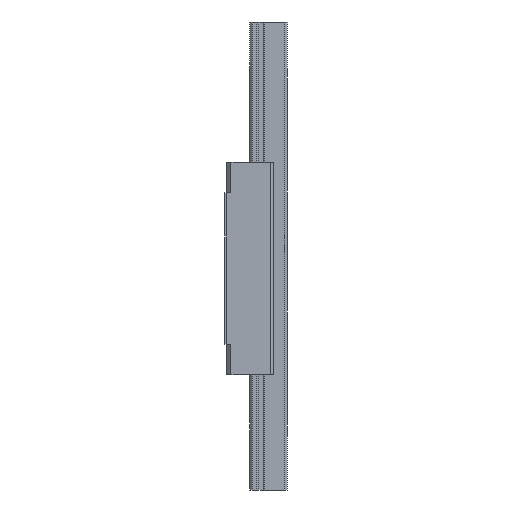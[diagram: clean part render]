
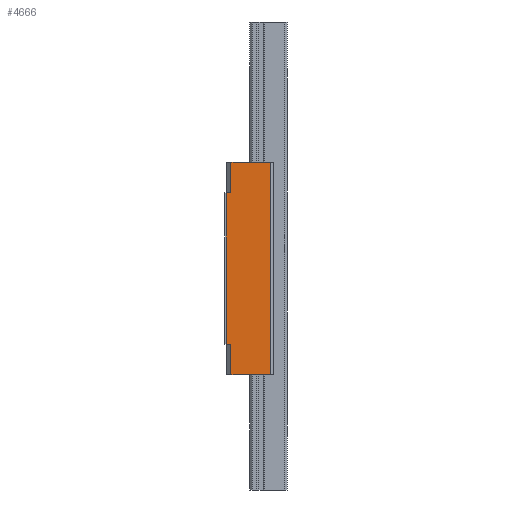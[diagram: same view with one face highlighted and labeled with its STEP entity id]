
A CAD part, left-side view. The second image highlights one B-rep face of the part: STEP entity #4666.
In plain terms, the highlighted planar face has unit normal (-1, 0, 0).
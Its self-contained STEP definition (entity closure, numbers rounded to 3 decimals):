
#2469 = PLANE('',#2470);
#2470 = AXIS2_PLACEMENT_3D('',#2471,#2472,#2473);
#2471 = CARTESIAN_POINT('',(0.,8.236,-45.4));
#2472 = DIRECTION('',(-0.,-0.,-1.));
#2473 = DIRECTION('',(-1.,0.,0.));
#2525 = PLANE('',#2526);
#2526 = AXIS2_PLACEMENT_3D('',#2527,#2528,#2529);
#2527 = CARTESIAN_POINT('',(0.,8.236,0.));
#2528 = DIRECTION('',(-0.,-0.,-1.));
#2529 = DIRECTION('',(-1.,0.,0.));
#3236 = VERTEX_POINT('',#3237);
#3237 = CARTESIAN_POINT('',(-13.5,3.5,-45.4));
#3256 = CYLINDRICAL_SURFACE('',#3257,0.5);
#3257 = AXIS2_PLACEMENT_3D('',#3258,#3259,#3260);
#3258 = CARTESIAN_POINT('',(-13.,3.5,0.));
#3259 = DIRECTION('',(-0.,-0.,-1.));
#3260 = DIRECTION('',(-1.,0.,0.));
#3268 = EDGE_CURVE('',#3236,#3269,#3271,.T.);
#3269 = VERTEX_POINT('',#3270);
#3270 = CARTESIAN_POINT('',(-13.5,12.,-45.4));
#3271 = SURFACE_CURVE('',#3272,(#3276,#3283),.PCURVE_S1.);
#3272 = LINE('',#3273,#3274);
#3273 = CARTESIAN_POINT('',(-13.5,3.,-45.4));
#3274 = VECTOR('',#3275,1.);
#3275 = DIRECTION('',(0.,1.,0.));
#3276 = PCURVE('',#2469,#3277);
#3277 = DEFINITIONAL_REPRESENTATION('',(#3278),#3282);
#3278 = LINE('',#3279,#3280);
#3279 = CARTESIAN_POINT('',(13.5,-5.236));
#3280 = VECTOR('',#3281,1.);
#3281 = DIRECTION('',(0.,1.));
#3282 = ( GEOMETRIC_REPRESENTATION_CONTEXT(2) 
PARAMETRIC_REPRESENTATION_CONTEXT() REPRESENTATION_CONTEXT('2D SPACE',''
  ) );
#3283 = PCURVE('',#3284,#3289);
#3284 = PLANE('',#3285);
#3285 = AXIS2_PLACEMENT_3D('',#3286,#3287,#3288);
#3286 = CARTESIAN_POINT('',(-13.5,3.,0.));
#3287 = DIRECTION('',(1.,0.,0.));
#3288 = DIRECTION('',(0.,1.,0.));
#3289 = DEFINITIONAL_REPRESENTATION('',(#3290),#3294);
#3290 = LINE('',#3291,#3292);
#3291 = CARTESIAN_POINT('',(0.,-45.4));
#3292 = VECTOR('',#3293,1.);
#3293 = DIRECTION('',(1.,0.));
#3294 = ( GEOMETRIC_REPRESENTATION_CONTEXT(2) 
PARAMETRIC_REPRESENTATION_CONTEXT() REPRESENTATION_CONTEXT('2D SPACE',''
  ) );
#3312 = PLANE('',#3313);
#3313 = AXIS2_PLACEMENT_3D('',#3314,#3315,#3316);
#3314 = CARTESIAN_POINT('',(-13.,12.5,-38.9));
#3315 = DIRECTION('',(-0.707,0.707,0.));
#3316 = DIRECTION('',(0.,0.,-1.));
#3946 = VERTEX_POINT('',#3947);
#3947 = CARTESIAN_POINT('',(-13.5,3.5,0.));
#3973 = EDGE_CURVE('',#3946,#3974,#3976,.T.);
#3974 = VERTEX_POINT('',#3975);
#3975 = CARTESIAN_POINT('',(-13.5,12.,0.));
#3976 = SURFACE_CURVE('',#3977,(#3981,#3988),.PCURVE_S1.);
#3977 = LINE('',#3978,#3979);
#3978 = CARTESIAN_POINT('',(-13.5,3.,0.));
#3979 = VECTOR('',#3980,1.);
#3980 = DIRECTION('',(0.,1.,0.));
#3981 = PCURVE('',#2525,#3982);
#3982 = DEFINITIONAL_REPRESENTATION('',(#3983),#3987);
#3983 = LINE('',#3984,#3985);
#3984 = CARTESIAN_POINT('',(13.5,-5.236));
#3985 = VECTOR('',#3986,1.);
#3986 = DIRECTION('',(0.,1.));
#3987 = ( GEOMETRIC_REPRESENTATION_CONTEXT(2) 
PARAMETRIC_REPRESENTATION_CONTEXT() REPRESENTATION_CONTEXT('2D SPACE',''
  ) );
#3988 = PCURVE('',#3284,#3989);
#3989 = DEFINITIONAL_REPRESENTATION('',(#3990),#3994);
#3990 = LINE('',#3991,#3992);
#3991 = CARTESIAN_POINT('',(0.,0.));
#3992 = VECTOR('',#3993,1.);
#3993 = DIRECTION('',(1.,0.));
#3994 = ( GEOMETRIC_REPRESENTATION_CONTEXT(2) 
PARAMETRIC_REPRESENTATION_CONTEXT() REPRESENTATION_CONTEXT('2D SPACE',''
  ) );
#4012 = PLANE('',#4013);
#4013 = AXIS2_PLACEMENT_3D('',#4014,#4015,#4016);
#4014 = CARTESIAN_POINT('',(-13.,12.5,0.));
#4015 = DIRECTION('',(-0.707,0.707,0.));
#4016 = DIRECTION('',(0.,0.,-1.));
#4449 = PLANE('',#4450);
#4450 = AXIS2_PLACEMENT_3D('',#4451,#4452,#4453);
#4451 = CARTESIAN_POINT('',(-5.5,13.,-6.5));
#4452 = DIRECTION('',(0.,0.,1.));
#4453 = DIRECTION('',(-1.,0.,0.));
#4505 = PLANE('',#4506);
#4506 = AXIS2_PLACEMENT_3D('',#4507,#4508,#4509);
#4507 = CARTESIAN_POINT('',(-13.5,13.,-38.9));
#4508 = DIRECTION('',(0.,0.,-1.));
#4509 = DIRECTION('',(1.,0.,0.));
#4595 = VERTEX_POINT('',#4596);
#4596 = CARTESIAN_POINT('',(-13.5,12.,-38.9));
#4619 = EDGE_CURVE('',#4595,#3269,#4620,.T.);
#4620 = SURFACE_CURVE('',#4621,(#4625,#4632),.PCURVE_S1.);
#4621 = LINE('',#4622,#4623);
#4622 = CARTESIAN_POINT('',(-13.5,12.,-38.9));
#4623 = VECTOR('',#4624,1.);
#4624 = DIRECTION('',(-0.,-0.,-1.));
#4625 = PCURVE('',#3312,#4626);
#4626 = DEFINITIONAL_REPRESENTATION('',(#4627),#4631);
#4627 = LINE('',#4628,#4629);
#4628 = CARTESIAN_POINT('',(-0.,0.707));
#4629 = VECTOR('',#4630,1.);
#4630 = DIRECTION('',(1.,0.));
#4631 = ( GEOMETRIC_REPRESENTATION_CONTEXT(2) 
PARAMETRIC_REPRESENTATION_CONTEXT() REPRESENTATION_CONTEXT('2D SPACE',''
  ) );
#4632 = PCURVE('',#3284,#4633);
#4633 = DEFINITIONAL_REPRESENTATION('',(#4634),#4638);
#4634 = LINE('',#4635,#4636);
#4635 = CARTESIAN_POINT('',(9.,-38.9));
#4636 = VECTOR('',#4637,1.);
#4637 = DIRECTION('',(0.,-1.));
#4638 = ( GEOMETRIC_REPRESENTATION_CONTEXT(2) 
PARAMETRIC_REPRESENTATION_CONTEXT() REPRESENTATION_CONTEXT('2D SPACE',''
  ) );
#4666 = ADVANCED_FACE('',(#4667),#3284,.F.);
#4667 = FACE_BOUND('',#4668,.F.);
#4668 = EDGE_LOOP('',(#4669,#4670,#4691,#4692,#4693,#4716,#4744,#4767));
#4669 = ORIENTED_EDGE('',*,*,#3973,.F.);
#4670 = ORIENTED_EDGE('',*,*,#4671,.T.);
#4671 = EDGE_CURVE('',#3946,#3236,#4672,.T.);
#4672 = SURFACE_CURVE('',#4673,(#4677,#4684),.PCURVE_S1.);
#4673 = LINE('',#4674,#4675);
#4674 = CARTESIAN_POINT('',(-13.5,3.5,0.));
#4675 = VECTOR('',#4676,1.);
#4676 = DIRECTION('',(-0.,-0.,-1.));
#4677 = PCURVE('',#3284,#4678);
#4678 = DEFINITIONAL_REPRESENTATION('',(#4679),#4683);
#4679 = LINE('',#4680,#4681);
#4680 = CARTESIAN_POINT('',(0.5,0.));
#4681 = VECTOR('',#4682,1.);
#4682 = DIRECTION('',(0.,-1.));
#4683 = ( GEOMETRIC_REPRESENTATION_CONTEXT(2) 
PARAMETRIC_REPRESENTATION_CONTEXT() REPRESENTATION_CONTEXT('2D SPACE',''
  ) );
#4684 = PCURVE('',#3256,#4685);
#4685 = DEFINITIONAL_REPRESENTATION('',(#4686),#4690);
#4686 = LINE('',#4687,#4688);
#4687 = CARTESIAN_POINT('',(-0.,0.));
#4688 = VECTOR('',#4689,1.);
#4689 = DIRECTION('',(-0.,1.));
#4690 = ( GEOMETRIC_REPRESENTATION_CONTEXT(2) 
PARAMETRIC_REPRESENTATION_CONTEXT() REPRESENTATION_CONTEXT('2D SPACE',''
  ) );
#4691 = ORIENTED_EDGE('',*,*,#3268,.T.);
#4692 = ORIENTED_EDGE('',*,*,#4619,.F.);
#4693 = ORIENTED_EDGE('',*,*,#4694,.F.);
#4694 = EDGE_CURVE('',#4695,#4595,#4697,.T.);
#4695 = VERTEX_POINT('',#4696);
#4696 = CARTESIAN_POINT('',(-13.5,13.,-38.9));
#4697 = SURFACE_CURVE('',#4698,(#4702,#4709),.PCURVE_S1.);
#4698 = LINE('',#4699,#4700);
#4699 = CARTESIAN_POINT('',(-13.5,8.,-38.9));
#4700 = VECTOR('',#4701,1.);
#4701 = DIRECTION('',(0.,-1.,0.));
#4702 = PCURVE('',#3284,#4703);
#4703 = DEFINITIONAL_REPRESENTATION('',(#4704),#4708);
#4704 = LINE('',#4705,#4706);
#4705 = CARTESIAN_POINT('',(5.,-38.9));
#4706 = VECTOR('',#4707,1.);
#4707 = DIRECTION('',(-1.,0.));
#4708 = ( GEOMETRIC_REPRESENTATION_CONTEXT(2) 
PARAMETRIC_REPRESENTATION_CONTEXT() REPRESENTATION_CONTEXT('2D SPACE',''
  ) );
#4709 = PCURVE('',#4505,#4710);
#4710 = DEFINITIONAL_REPRESENTATION('',(#4711),#4715);
#4711 = LINE('',#4712,#4713);
#4712 = CARTESIAN_POINT('',(0.,5.));
#4713 = VECTOR('',#4714,1.);
#4714 = DIRECTION('',(0.,1.));
#4715 = ( GEOMETRIC_REPRESENTATION_CONTEXT(2) 
PARAMETRIC_REPRESENTATION_CONTEXT() REPRESENTATION_CONTEXT('2D SPACE',''
  ) );
#4716 = ORIENTED_EDGE('',*,*,#4717,.F.);
#4717 = EDGE_CURVE('',#4718,#4695,#4720,.T.);
#4718 = VERTEX_POINT('',#4719);
#4719 = CARTESIAN_POINT('',(-13.5,13.,-6.5));
#4720 = SURFACE_CURVE('',#4721,(#4725,#4732),.PCURVE_S1.);
#4721 = LINE('',#4722,#4723);
#4722 = CARTESIAN_POINT('',(-13.5,13.,-6.5));
#4723 = VECTOR('',#4724,1.);
#4724 = DIRECTION('',(0.,0.,-1.));
#4725 = PCURVE('',#3284,#4726);
#4726 = DEFINITIONAL_REPRESENTATION('',(#4727),#4731);
#4727 = LINE('',#4728,#4729);
#4728 = CARTESIAN_POINT('',(10.,-6.5));
#4729 = VECTOR('',#4730,1.);
#4730 = DIRECTION('',(0.,-1.));
#4731 = ( GEOMETRIC_REPRESENTATION_CONTEXT(2) 
PARAMETRIC_REPRESENTATION_CONTEXT() REPRESENTATION_CONTEXT('2D SPACE',''
  ) );
#4732 = PCURVE('',#4733,#4738);
#4733 = PLANE('',#4734);
#4734 = AXIS2_PLACEMENT_3D('',#4735,#4736,#4737);
#4735 = CARTESIAN_POINT('',(-13.5,13.,-6.5));
#4736 = DIRECTION('',(-1.,0.,0.));
#4737 = DIRECTION('',(0.,0.,-1.));
#4738 = DEFINITIONAL_REPRESENTATION('',(#4739),#4743);
#4739 = LINE('',#4740,#4741);
#4740 = CARTESIAN_POINT('',(0.,0.));
#4741 = VECTOR('',#4742,1.);
#4742 = DIRECTION('',(1.,0.));
#4743 = ( GEOMETRIC_REPRESENTATION_CONTEXT(2) 
PARAMETRIC_REPRESENTATION_CONTEXT() REPRESENTATION_CONTEXT('2D SPACE',''
  ) );
#4744 = ORIENTED_EDGE('',*,*,#4745,.T.);
#4745 = EDGE_CURVE('',#4718,#4746,#4748,.T.);
#4746 = VERTEX_POINT('',#4747);
#4747 = CARTESIAN_POINT('',(-13.5,12.,-6.5));
#4748 = SURFACE_CURVE('',#4749,(#4753,#4760),.PCURVE_S1.);
#4749 = LINE('',#4750,#4751);
#4750 = CARTESIAN_POINT('',(-13.5,8.,-6.5));
#4751 = VECTOR('',#4752,1.);
#4752 = DIRECTION('',(0.,-1.,0.));
#4753 = PCURVE('',#3284,#4754);
#4754 = DEFINITIONAL_REPRESENTATION('',(#4755),#4759);
#4755 = LINE('',#4756,#4757);
#4756 = CARTESIAN_POINT('',(5.,-6.5));
#4757 = VECTOR('',#4758,1.);
#4758 = DIRECTION('',(-1.,0.));
#4759 = ( GEOMETRIC_REPRESENTATION_CONTEXT(2) 
PARAMETRIC_REPRESENTATION_CONTEXT() REPRESENTATION_CONTEXT('2D SPACE',''
  ) );
#4760 = PCURVE('',#4449,#4761);
#4761 = DEFINITIONAL_REPRESENTATION('',(#4762),#4766);
#4762 = LINE('',#4763,#4764);
#4763 = CARTESIAN_POINT('',(8.,5.));
#4764 = VECTOR('',#4765,1.);
#4765 = DIRECTION('',(0.,1.));
#4766 = ( GEOMETRIC_REPRESENTATION_CONTEXT(2) 
PARAMETRIC_REPRESENTATION_CONTEXT() REPRESENTATION_CONTEXT('2D SPACE',''
  ) );
#4767 = ORIENTED_EDGE('',*,*,#4768,.F.);
#4768 = EDGE_CURVE('',#3974,#4746,#4769,.T.);
#4769 = SURFACE_CURVE('',#4770,(#4774,#4781),.PCURVE_S1.);
#4770 = LINE('',#4771,#4772);
#4771 = CARTESIAN_POINT('',(-13.5,12.,0.));
#4772 = VECTOR('',#4773,1.);
#4773 = DIRECTION('',(-0.,-0.,-1.));
#4774 = PCURVE('',#3284,#4775);
#4775 = DEFINITIONAL_REPRESENTATION('',(#4776),#4780);
#4776 = LINE('',#4777,#4778);
#4777 = CARTESIAN_POINT('',(9.,0.));
#4778 = VECTOR('',#4779,1.);
#4779 = DIRECTION('',(0.,-1.));
#4780 = ( GEOMETRIC_REPRESENTATION_CONTEXT(2) 
PARAMETRIC_REPRESENTATION_CONTEXT() REPRESENTATION_CONTEXT('2D SPACE',''
  ) );
#4781 = PCURVE('',#4012,#4782);
#4782 = DEFINITIONAL_REPRESENTATION('',(#4783),#4787);
#4783 = LINE('',#4784,#4785);
#4784 = CARTESIAN_POINT('',(-0.,0.707));
#4785 = VECTOR('',#4786,1.);
#4786 = DIRECTION('',(1.,0.));
#4787 = ( GEOMETRIC_REPRESENTATION_CONTEXT(2) 
PARAMETRIC_REPRESENTATION_CONTEXT() REPRESENTATION_CONTEXT('2D SPACE',''
  ) );
